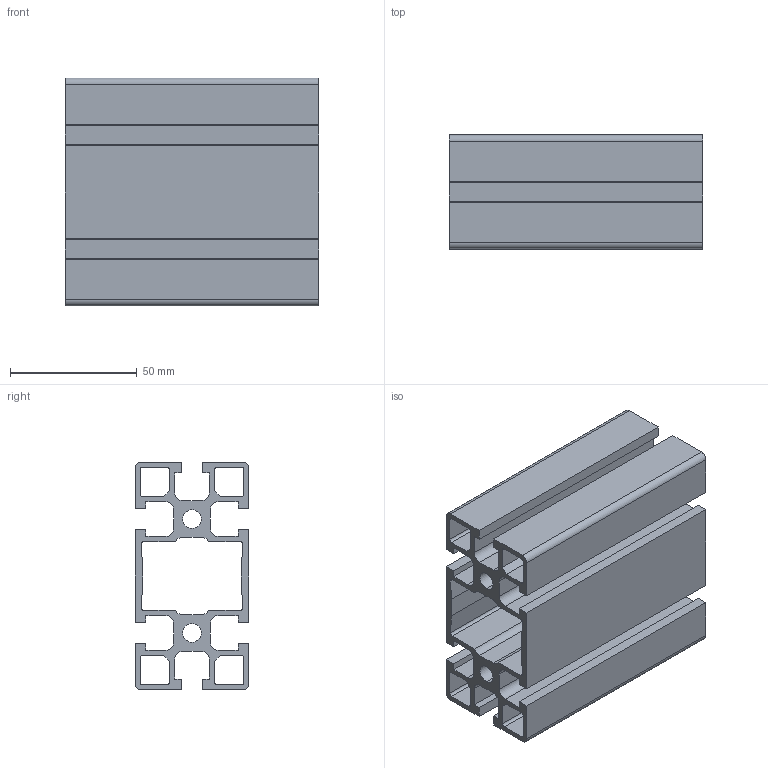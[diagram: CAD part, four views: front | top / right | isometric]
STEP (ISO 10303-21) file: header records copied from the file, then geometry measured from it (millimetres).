
FILE_DESCRIPTION (( 'STEP AP214' ), '1' );
FILE_NAME ('084.101.045.STEP', '2020-07-23T07:29:26', ( '' ), ( '' ), 'SwSTEP 2.0', 'SolidWorks 2018', '' );
FILE_SCHEMA (( 'AUTOMOTIVE_DESIGN' ));
Length unit declared in the file: millimetre
Products named in the file (1): 084.101.045
Bounding box: 100 x 45 x 90 mm (x, y, z)
Volume: 122520.1 mm3; surface area: 88008.5 mm2
Topology: 1 solids, 1 shells, 126 faces, 372 edges, 248 vertices
Faces by surface type: plane 86, cylinder 40
Entity records: 4258 total; most frequent: CARTESIAN_POINT 747, ORIENTED_EDGE 744, DIRECTION 706, EDGE_CURVE 372, LINE 292, VECTOR 292, VERTEX_POINT 248, AXIS2_PLACEMENT_3D 207
